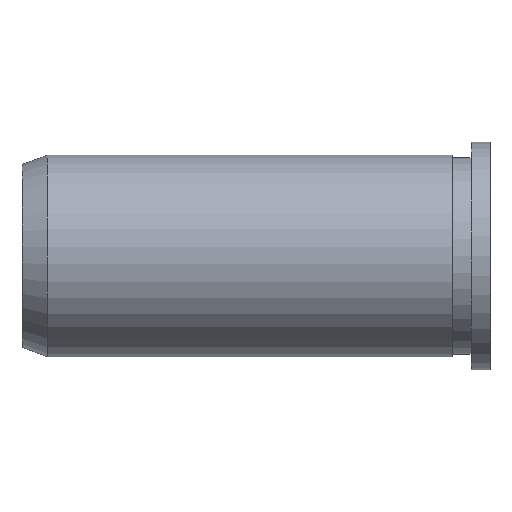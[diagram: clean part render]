
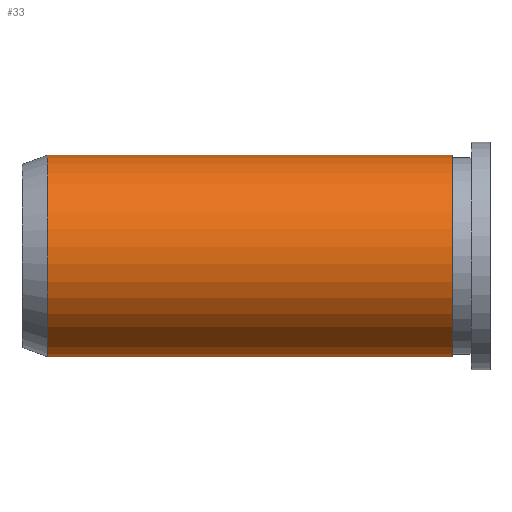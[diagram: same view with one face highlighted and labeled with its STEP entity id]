
A CAD part, top view. The second image highlights one B-rep face of the part: STEP entity #33.
In plain terms, the highlighted cylindrical face has radius 8 mm (diameter 16 mm), a partial arc.
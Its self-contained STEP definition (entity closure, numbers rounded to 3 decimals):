
#4 = CARTESIAN_POINT ( 'NONE',  ( -3., -7.965, 0.75 ) ) ;
#5 = VERTEX_POINT ( 'NONE', #184 ) ;
#23 = VECTOR ( 'NONE', #263, 1000. ) ;
#25 = ORIENTED_EDGE ( 'NONE', *, *, #420, .T. ) ;
#33 = ADVANCED_FACE ( 'NONE', ( #294 ), #377, .T. ) ;
#48 = VECTOR ( 'NONE', #270, 1000. ) ;
#70 = DIRECTION ( 'NONE',  ( 0., 0., 1. ) ) ;
#73 = AXIS2_PLACEMENT_3D ( 'NONE', #234, #348, #70 ) ;
#79 = CARTESIAN_POINT ( 'NONE',  ( -35., 0., 0. ) ) ;
#99 = CARTESIAN_POINT ( 'NONE',  ( -35., -7.965, 0.75 ) ) ;
#101 = EDGE_LOOP ( 'NONE', ( #25, #282, #415, #373 ) ) ;
#106 = CARTESIAN_POINT ( 'NONE',  ( -38.588, -7.965, -0.75 ) ) ;
#119 = DIRECTION ( 'NONE',  ( -1., 0., 0. ) ) ;
#141 = VERTEX_POINT ( 'NONE', #312 ) ;
#184 = CARTESIAN_POINT ( 'NONE',  ( -35., -7.965, -0.75 ) ) ;
#205 = VERTEX_POINT ( 'NONE', #99 ) ;
#218 = CARTESIAN_POINT ( 'NONE',  ( -38.588, 0., 0. ) ) ;
#234 = CARTESIAN_POINT ( 'NONE',  ( -3., 0., 0. ) ) ;
#237 = LINE ( 'NONE', #106, #48 ) ;
#247 = DIRECTION ( 'NONE',  ( 0., 0., 1. ) ) ;
#263 = DIRECTION ( 'NONE',  ( -1., 0., 0. ) ) ;
#270 = DIRECTION ( 'NONE',  ( -1., 0., 0. ) ) ;
#272 = CIRCLE ( 'NONE', #379, 8. ) ;
#282 = ORIENTED_EDGE ( 'NONE', *, *, #368, .T. ) ;
#294 = FACE_OUTER_BOUND ( 'NONE', #101, .T. ) ;
#306 = DIRECTION ( 'NONE',  ( 0., 0., 1. ) ) ;
#311 = EDGE_CURVE ( 'NONE', #360, #205, #355, .T. ) ;
#312 = CARTESIAN_POINT ( 'NONE',  ( -3., -7.965, -0.75 ) ) ;
#339 = EDGE_CURVE ( 'NONE', #205, #5, #272, .T. ) ;
#348 = DIRECTION ( 'NONE',  ( -1., 0., 0. ) ) ;
#355 = LINE ( 'NONE', #367, #23 ) ;
#360 = VERTEX_POINT ( 'NONE', #4 ) ;
#367 = CARTESIAN_POINT ( 'NONE',  ( -38.588, -7.965, 0.75 ) ) ;
#368 = EDGE_CURVE ( 'NONE', #141, #5, #237, .T. ) ;
#373 = ORIENTED_EDGE ( 'NONE', *, *, #311, .F. ) ;
#377 = CYLINDRICAL_SURFACE ( 'NONE', #400, 8. ) ;
#379 = AXIS2_PLACEMENT_3D ( 'NONE', #79, #380, #306 ) ;
#380 = DIRECTION ( 'NONE',  ( -1., 0., 0. ) ) ;
#386 = CIRCLE ( 'NONE', #73, 8. ) ;
#400 = AXIS2_PLACEMENT_3D ( 'NONE', #218, #119, #247 ) ;
#415 = ORIENTED_EDGE ( 'NONE', *, *, #339, .F. ) ;
#420 = EDGE_CURVE ( 'NONE', #360, #141, #386, .T. ) ;
